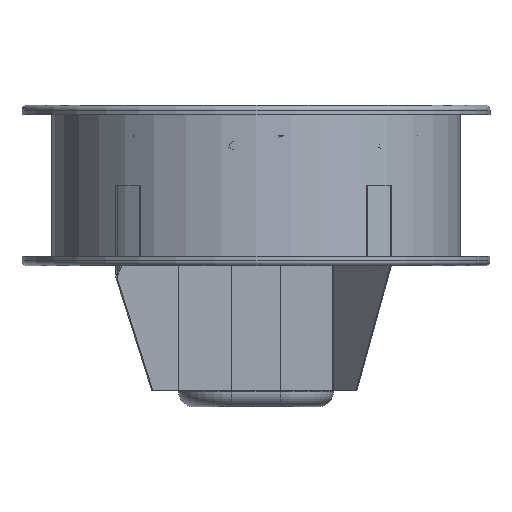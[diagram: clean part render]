
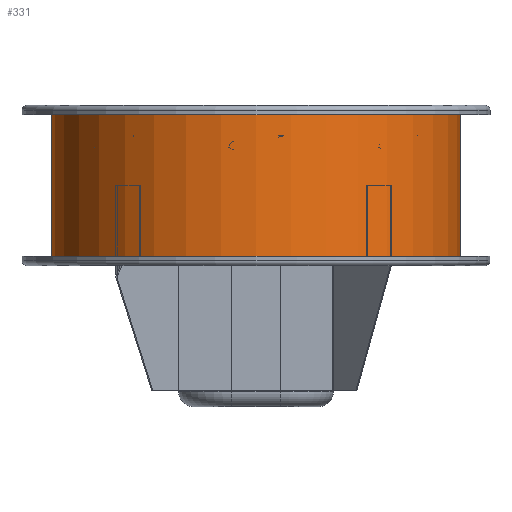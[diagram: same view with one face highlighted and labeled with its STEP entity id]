
A CAD part, front view. The second image highlights one B-rep face of the part: STEP entity #331.
In plain terms, the highlighted cylindrical face has radius 318.7 mm (diameter 637.4 mm), a full revolution.
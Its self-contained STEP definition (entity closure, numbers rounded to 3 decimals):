
#140 = CARTESIAN_POINT ( 'NONE',  ( 318.7, 0., -186.226 ) ) ;
#263 = DIRECTION ( 'NONE',  ( 0., 0., 1. ) ) ;
#331 = ADVANCED_FACE ( 'NONE', ( #1001, #3618 ), #4069, .T. ) ;
#476 = AXIS2_PLACEMENT_3D ( 'NONE', #3235, #1491, #4967 ) ;
#531 = DIRECTION ( 'NONE',  ( 0., 0., 1. ) ) ;
#667 = ORIENTED_EDGE ( 'NONE', *, *, #2277, .F. ) ;
#701 = DIRECTION ( 'NONE',  ( 1., 0., 0. ) ) ;
#781 = CARTESIAN_POINT ( 'NONE',  ( 0., 0., -186.226 ) ) ;
#1001 = FACE_OUTER_BOUND ( 'NONE', #2538, .T. ) ;
#1416 = AXIS2_PLACEMENT_3D ( 'NONE', #781, #263, #701 ) ;
#1491 = DIRECTION ( 'NONE',  ( 0., 0., 1. ) ) ;
#1505 = VERTEX_POINT ( 'NONE', #3732 ) ;
#1778 = EDGE_LOOP ( 'NONE', ( #5431 ) ) ;
#2277 = EDGE_CURVE ( 'NONE', #1505, #1505, #4366, .T. ) ;
#2514 = EDGE_CURVE ( 'NONE', #4132, #4132, #3902, .T. ) ;
#2538 = EDGE_LOOP ( 'NONE', ( #667 ) ) ;
#3156 = CARTESIAN_POINT ( 'NONE',  ( 0., 0., 165.741 ) ) ;
#3235 = CARTESIAN_POINT ( 'NONE',  ( 0., 0., 48.774 ) ) ;
#3618 = FACE_OUTER_BOUND ( 'NONE', #1778, .T. ) ;
#3677 = DIRECTION ( 'NONE',  ( 1., 0., 0. ) ) ;
#3732 = CARTESIAN_POINT ( 'NONE',  ( 318.7, 0., 48.774 ) ) ;
#3902 = CIRCLE ( 'NONE', #1416, 318.7 ) ;
#4069 = CYLINDRICAL_SURFACE ( 'NONE', #4635, 318.7 ) ;
#4132 = VERTEX_POINT ( 'NONE', #140 ) ;
#4366 = CIRCLE ( 'NONE', #476, 318.7 ) ;
#4635 = AXIS2_PLACEMENT_3D ( 'NONE', #3156, #531, #3677 ) ;
#4967 = DIRECTION ( 'NONE',  ( 1., 0., 0. ) ) ;
#5431 = ORIENTED_EDGE ( 'NONE', *, *, #2514, .T. ) ;
